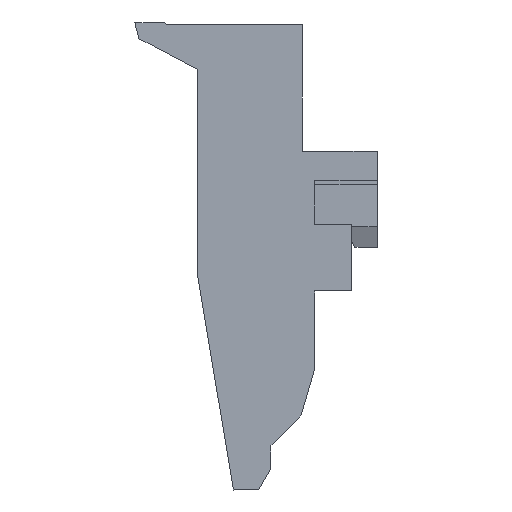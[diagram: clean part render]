
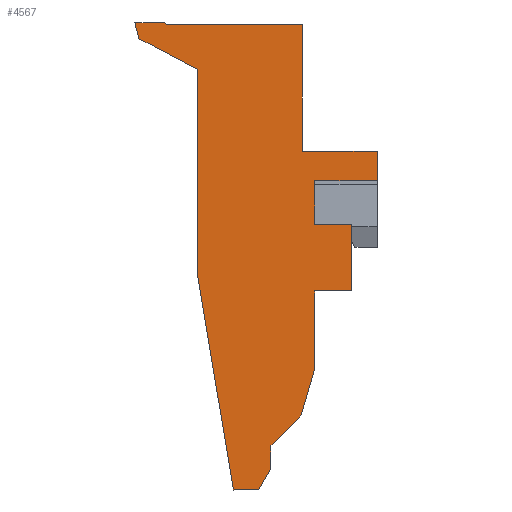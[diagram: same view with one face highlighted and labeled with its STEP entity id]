
A CAD part, left-side view. The second image highlights one B-rep face of the part: STEP entity #4567.
In plain terms, the highlighted planar face has unit normal (-1, 0, 0).
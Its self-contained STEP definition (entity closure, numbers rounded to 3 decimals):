
#4530=AXIS2_PLACEMENT_3D('Plane Axis2P3D',#4527,#4528,#4529) ;
#49=CARTESIAN_POINT('Vertex',(0.,4.433,20.08)) ;
#52=CARTESIAN_POINT('Line Origine',(0.,2.216,20.08)) ;
#56=CARTESIAN_POINT('Vertex',(0.,0.,20.08)) ;
#408=CARTESIAN_POINT('Line Origine',(0.,0.,19.215)) ;
#412=CARTESIAN_POINT('Vertex',(0.,0.,18.35)) ;
#1517=CARTESIAN_POINT('Line Origine',(0.,1.85,18.35)) ;
#1521=CARTESIAN_POINT('Vertex',(0.,3.7,18.35)) ;
#1577=CARTESIAN_POINT('Vertex',(0.,12.605,27.75)) ;
#1582=CARTESIAN_POINT('Line Origine',(0.,12.554,27.675)) ;
#1586=CARTESIAN_POINT('Vertex',(0.,12.502,27.6)) ;
#1641=CARTESIAN_POINT('Vertex',(0.,14.378,27.703)) ;
#1644=CARTESIAN_POINT('Line Origine',(0.,13.491,27.726)) ;
#1712=CARTESIAN_POINT('Vertex',(0.,14.128,26.771)) ;
#1715=CARTESIAN_POINT('Line Origine',(0.,14.253,27.237)) ;
#1753=CARTESIAN_POINT('Vertex',(0.,10.675,24.935)) ;
#1756=CARTESIAN_POINT('Line Origine',(0.,12.401,25.853)) ;
#1787=CARTESIAN_POINT('Vertex',(0.,10.675,12.835)) ;
#1790=CARTESIAN_POINT('Line Origine',(0.,10.675,18.885)) ;
#2028=CARTESIAN_POINT('Vertex',(0.,8.527,0.)) ;
#2031=CARTESIAN_POINT('Line Origine',(0.,9.601,6.417)) ;
#2065=CARTESIAN_POINT('Vertex',(0.,7.026,0.)) ;
#2068=CARTESIAN_POINT('Line Origine',(0.,7.776,0.)) ;
#2097=CARTESIAN_POINT('Vertex',(0.,6.3,1.279)) ;
#2100=CARTESIAN_POINT('Line Origine',(0.,6.663,0.639)) ;
#2129=CARTESIAN_POINT('Vertex',(0.,6.3,2.618)) ;
#2132=CARTESIAN_POINT('Line Origine',(0.,6.3,1.948)) ;
#2150=CARTESIAN_POINT('Line Origine',(0.,5.4,3.534)) ;
#2154=CARTESIAN_POINT('Vertex',(0.,4.5,4.45)) ;
#2193=CARTESIAN_POINT('Vertex',(0.,3.7,7.2)) ;
#2196=CARTESIAN_POINT('Line Origine',(0.,4.1,5.825)) ;
#2214=CARTESIAN_POINT('Line Origine',(0.,3.7,9.5)) ;
#2218=CARTESIAN_POINT('Vertex',(0.,3.7,11.8)) ;
#2246=CARTESIAN_POINT('Line Origine',(0.,2.6,11.8)) ;
#2250=CARTESIAN_POINT('Vertex',(0.,1.5,11.8)) ;
#2289=CARTESIAN_POINT('Vertex',(0.,1.5,15.75)) ;
#2292=CARTESIAN_POINT('Line Origine',(0.,1.5,13.775)) ;
#2321=CARTESIAN_POINT('Vertex',(0.,3.7,15.75)) ;
#2324=CARTESIAN_POINT('Line Origine',(0.,2.6,15.75)) ;
#2368=CARTESIAN_POINT('Line Origine',(0.,3.7,17.05)) ;
#4527=CARTESIAN_POINT('Axis2P3D Location',(0.,4.505,27.6)) ;
#4532=CARTESIAN_POINT('Line Origine',(0.,8.467,27.6)) ;
#4536=CARTESIAN_POINT('Vertex',(0.,4.433,27.6)) ;
#4539=CARTESIAN_POINT('Line Origine',(0.,4.433,23.84)) ;
#53=DIRECTION('Vector Direction',(0.,1.,0.)) ;
#409=DIRECTION('Vector Direction',(0.,0.,1.)) ;
#1518=DIRECTION('Vector Direction',(0.,1.,0.)) ;
#1583=DIRECTION('Vector Direction',(0.,-0.569,-0.822)) ;
#1645=DIRECTION('Vector Direction',(0.,-1.,0.026)) ;
#1716=DIRECTION('Vector Direction',(0.,0.259,0.966)) ;
#1757=DIRECTION('Vector Direction',(0.,0.883,0.469)) ;
#1791=DIRECTION('Vector Direction',(0.,0.,-1.)) ;
#2032=DIRECTION('Vector Direction',(0.,-0.165,-0.986)) ;
#2069=DIRECTION('Vector Direction',(0.,1.,0.)) ;
#2101=DIRECTION('Vector Direction',(0.,0.494,-0.87)) ;
#2133=DIRECTION('Vector Direction',(0.,0.,-1.)) ;
#2151=DIRECTION('Vector Direction',(0.,0.701,-0.713)) ;
#2197=DIRECTION('Vector Direction',(0.,0.279,-0.96)) ;
#2215=DIRECTION('Vector Direction',(0.,0.,1.)) ;
#2247=DIRECTION('Vector Direction',(0.,1.,0.)) ;
#2293=DIRECTION('Vector Direction',(0.,0.,-1.)) ;
#2325=DIRECTION('Vector Direction',(0.,1.,0.)) ;
#2369=DIRECTION('Vector Direction',(0.,0.,1.)) ;
#4528=DIRECTION('Axis2P3D Direction',(-1.,0.,0.)) ;
#4529=DIRECTION('Axis2P3D XDirection',(0.,1.,0.)) ;
#4533=DIRECTION('Vector Direction',(0.,1.,0.)) ;
#4540=DIRECTION('Vector Direction',(0.,0.,-1.)) ;
#54=VECTOR('Line Direction',#53,1.) ;
#410=VECTOR('Line Direction',#409,1.) ;
#1519=VECTOR('Line Direction',#1518,1.) ;
#1584=VECTOR('Line Direction',#1583,1.) ;
#1646=VECTOR('Line Direction',#1645,1.) ;
#1717=VECTOR('Line Direction',#1716,1.) ;
#1758=VECTOR('Line Direction',#1757,1.) ;
#1792=VECTOR('Line Direction',#1791,1.) ;
#2033=VECTOR('Line Direction',#2032,1.) ;
#2070=VECTOR('Line Direction',#2069,1.) ;
#2102=VECTOR('Line Direction',#2101,1.) ;
#2134=VECTOR('Line Direction',#2133,1.) ;
#2152=VECTOR('Line Direction',#2151,1.) ;
#2198=VECTOR('Line Direction',#2197,1.) ;
#2216=VECTOR('Line Direction',#2215,1.) ;
#2248=VECTOR('Line Direction',#2247,1.) ;
#2294=VECTOR('Line Direction',#2293,1.) ;
#2326=VECTOR('Line Direction',#2325,1.) ;
#2370=VECTOR('Line Direction',#2369,1.) ;
#4534=VECTOR('Line Direction',#4533,1.) ;
#4541=VECTOR('Line Direction',#4540,1.) ;
#4545=ORIENTED_EDGE('',*,*,#4538,.T.) ;
#4546=ORIENTED_EDGE('',*,*,#1588,.F.) ;
#4547=ORIENTED_EDGE('',*,*,#1648,.F.) ;
#4548=ORIENTED_EDGE('',*,*,#1719,.F.) ;
#4549=ORIENTED_EDGE('',*,*,#1760,.F.) ;
#4550=ORIENTED_EDGE('',*,*,#1794,.T.) ;
#4551=ORIENTED_EDGE('',*,*,#2035,.T.) ;
#4552=ORIENTED_EDGE('',*,*,#2072,.F.) ;
#4553=ORIENTED_EDGE('',*,*,#2104,.F.) ;
#4554=ORIENTED_EDGE('',*,*,#2136,.F.) ;
#4555=ORIENTED_EDGE('',*,*,#2156,.F.) ;
#4556=ORIENTED_EDGE('',*,*,#2200,.F.) ;
#4557=ORIENTED_EDGE('',*,*,#2220,.T.) ;
#4558=ORIENTED_EDGE('',*,*,#2252,.F.) ;
#4559=ORIENTED_EDGE('',*,*,#2296,.F.) ;
#4560=ORIENTED_EDGE('',*,*,#2328,.T.) ;
#4561=ORIENTED_EDGE('',*,*,#2372,.T.) ;
#4562=ORIENTED_EDGE('',*,*,#1523,.F.) ;
#4563=ORIENTED_EDGE('',*,*,#414,.F.) ;
#4564=ORIENTED_EDGE('',*,*,#58,.F.) ;
#4565=ORIENTED_EDGE('',*,*,#4543,.T.) ;
#4567=ADVANCED_FACE('STIFTLEISTE',(#4566),#4531,.T.) ;
#58=EDGE_CURVE('',#50,#57,#55,.F.) ;
#414=EDGE_CURVE('',#57,#413,#411,.F.) ;
#1523=EDGE_CURVE('',#413,#1522,#1520,.T.) ;
#1588=EDGE_CURVE('',#1578,#1587,#1585,.T.) ;
#1648=EDGE_CURVE('',#1642,#1578,#1647,.T.) ;
#1719=EDGE_CURVE('',#1713,#1642,#1718,.T.) ;
#1760=EDGE_CURVE('',#1754,#1713,#1759,.T.) ;
#1794=EDGE_CURVE('',#1754,#1788,#1793,.T.) ;
#2035=EDGE_CURVE('',#1788,#2029,#2034,.T.) ;
#2072=EDGE_CURVE('',#2066,#2029,#2071,.T.) ;
#2104=EDGE_CURVE('',#2098,#2066,#2103,.T.) ;
#2136=EDGE_CURVE('',#2130,#2098,#2135,.T.) ;
#2156=EDGE_CURVE('',#2155,#2130,#2153,.T.) ;
#2200=EDGE_CURVE('',#2194,#2155,#2199,.T.) ;
#2220=EDGE_CURVE('',#2194,#2219,#2217,.T.) ;
#2252=EDGE_CURVE('',#2251,#2219,#2249,.T.) ;
#2296=EDGE_CURVE('',#2290,#2251,#2295,.T.) ;
#2328=EDGE_CURVE('',#2290,#2322,#2327,.T.) ;
#2372=EDGE_CURVE('',#2322,#1522,#2371,.T.) ;
#4538=EDGE_CURVE('',#4537,#1587,#4535,.T.) ;
#4543=EDGE_CURVE('',#50,#4537,#4542,.F.) ;
#4544=EDGE_LOOP('',(#4545,#4546,#4547,#4548,#4549,#4550,#4551,#4552,#4553,#4554,#4555,#4556,#4557,#4558,#4559,#4560,#4561,#4562,#4563,#4564,#4565)) ;
#4566=FACE_OUTER_BOUND('',#4544,.T.) ;
#55=LINE('Line',#52,#54) ;
#411=LINE('Line',#408,#410) ;
#1520=LINE('Line',#1517,#1519) ;
#1585=LINE('Line',#1582,#1584) ;
#1647=LINE('Line',#1644,#1646) ;
#1718=LINE('Line',#1715,#1717) ;
#1759=LINE('Line',#1756,#1758) ;
#1793=LINE('Line',#1790,#1792) ;
#2034=LINE('Line',#2031,#2033) ;
#2071=LINE('Line',#2068,#2070) ;
#2103=LINE('Line',#2100,#2102) ;
#2135=LINE('Line',#2132,#2134) ;
#2153=LINE('Line',#2150,#2152) ;
#2199=LINE('Line',#2196,#2198) ;
#2217=LINE('Line',#2214,#2216) ;
#2249=LINE('Line',#2246,#2248) ;
#2295=LINE('Line',#2292,#2294) ;
#2327=LINE('Line',#2324,#2326) ;
#2371=LINE('Line',#2368,#2370) ;
#4535=LINE('Line',#4532,#4534) ;
#4542=LINE('Line',#4539,#4541) ;
#4531=PLANE('',#4530) ;
#50=VERTEX_POINT('',#49) ;
#57=VERTEX_POINT('',#56) ;
#413=VERTEX_POINT('',#412) ;
#1522=VERTEX_POINT('',#1521) ;
#1578=VERTEX_POINT('',#1577) ;
#1587=VERTEX_POINT('',#1586) ;
#1642=VERTEX_POINT('',#1641) ;
#1713=VERTEX_POINT('',#1712) ;
#1754=VERTEX_POINT('',#1753) ;
#1788=VERTEX_POINT('',#1787) ;
#2029=VERTEX_POINT('',#2028) ;
#2066=VERTEX_POINT('',#2065) ;
#2098=VERTEX_POINT('',#2097) ;
#2130=VERTEX_POINT('',#2129) ;
#2155=VERTEX_POINT('',#2154) ;
#2194=VERTEX_POINT('',#2193) ;
#2219=VERTEX_POINT('',#2218) ;
#2251=VERTEX_POINT('',#2250) ;
#2290=VERTEX_POINT('',#2289) ;
#2322=VERTEX_POINT('',#2321) ;
#4537=VERTEX_POINT('',#4536) ;
